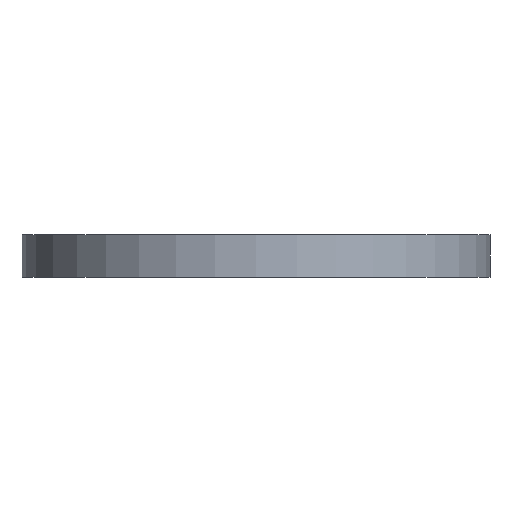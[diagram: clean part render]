
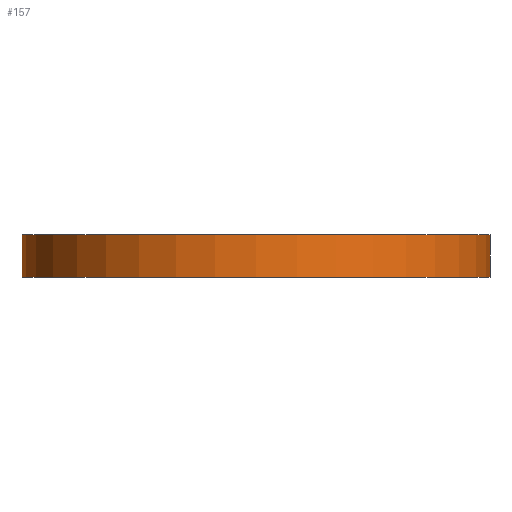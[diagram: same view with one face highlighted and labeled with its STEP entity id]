
A CAD part, front view. The second image highlights one B-rep face of the part: STEP entity #157.
In plain terms, the highlighted cylindrical face has radius 5 mm (diameter 10 mm), a partial arc.
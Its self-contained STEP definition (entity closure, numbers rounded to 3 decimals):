
#3 = CIRCLE ( 'NONE', #137, 5. ) ;
#6 = VECTOR ( 'NONE', #613, 1000. ) ;
#79 = EDGE_CURVE ( 'NONE', #660, #1329, #1169, .T. ) ;
#86 = FACE_OUTER_BOUND ( 'NONE', #834, .T. ) ;
#92 = DIRECTION ( 'NONE',  ( -1., 0., 0. ) ) ;
#137 = AXIS2_PLACEMENT_3D ( 'NONE', #1457, #166, #1422 ) ;
#157 = ADVANCED_FACE ( 'NONE', ( #86 ), #531, .T. ) ;
#166 = DIRECTION ( 'NONE',  ( 0., 0., 1. ) ) ;
#185 = EDGE_CURVE ( 'NONE', #246, #1244, #1278, .T. ) ;
#246 = VERTEX_POINT ( 'NONE', #508 ) ;
#385 = CARTESIAN_POINT ( 'NONE',  ( 5., 0., 0. ) ) ;
#419 = AXIS2_PLACEMENT_3D ( 'NONE', #780, #475, #92 ) ;
#432 = DIRECTION ( 'NONE',  ( 1., 0., 0. ) ) ;
#475 = DIRECTION ( 'NONE',  ( 0., 0., -1. ) ) ;
#508 = CARTESIAN_POINT ( 'NONE',  ( 5., 0., 0.9 ) ) ;
#531 = CYLINDRICAL_SURFACE ( 'NONE', #419, 5. ) ;
#613 = DIRECTION ( 'NONE',  ( 0., 0., -1. ) ) ;
#660 = VERTEX_POINT ( 'NONE', #1308 ) ;
#665 = CARTESIAN_POINT ( 'NONE',  ( -5., 0., 0.9 ) ) ;
#715 = CARTESIAN_POINT ( 'NONE',  ( 5., 0., 0.9 ) ) ;
#719 = CIRCLE ( 'NONE', #1316, 5. ) ;
#780 = CARTESIAN_POINT ( 'NONE',  ( 0., 0., 0.9 ) ) ;
#800 = EDGE_CURVE ( 'NONE', #1329, #1244, #3, .T. ) ;
#834 = EDGE_LOOP ( 'NONE', ( #1027, #1344, #1057, #1020 ) ) ;
#857 = CARTESIAN_POINT ( 'NONE',  ( -5., 0., 0. ) ) ;
#909 = CARTESIAN_POINT ( 'NONE',  ( 0., 0., 0.9 ) ) ;
#975 = DIRECTION ( 'NONE',  ( 0., 0., -1. ) ) ;
#982 = VECTOR ( 'NONE', #975, 1000. ) ;
#1014 = EDGE_CURVE ( 'NONE', #660, #246, #719, .T. ) ;
#1020 = ORIENTED_EDGE ( 'NONE', *, *, #800, .T. ) ;
#1027 = ORIENTED_EDGE ( 'NONE', *, *, #185, .F. ) ;
#1057 = ORIENTED_EDGE ( 'NONE', *, *, #79, .T. ) ;
#1169 = LINE ( 'NONE', #665, #6 ) ;
#1172 = DIRECTION ( 'NONE',  ( 0., 0., 1. ) ) ;
#1244 = VERTEX_POINT ( 'NONE', #385 ) ;
#1278 = LINE ( 'NONE', #715, #982 ) ;
#1308 = CARTESIAN_POINT ( 'NONE',  ( -5., 0., 0.9 ) ) ;
#1316 = AXIS2_PLACEMENT_3D ( 'NONE', #909, #1172, #432 ) ;
#1329 = VERTEX_POINT ( 'NONE', #857 ) ;
#1344 = ORIENTED_EDGE ( 'NONE', *, *, #1014, .F. ) ;
#1422 = DIRECTION ( 'NONE',  ( 1., 0., 0. ) ) ;
#1457 = CARTESIAN_POINT ( 'NONE',  ( 0., 0., 0. ) ) ;
